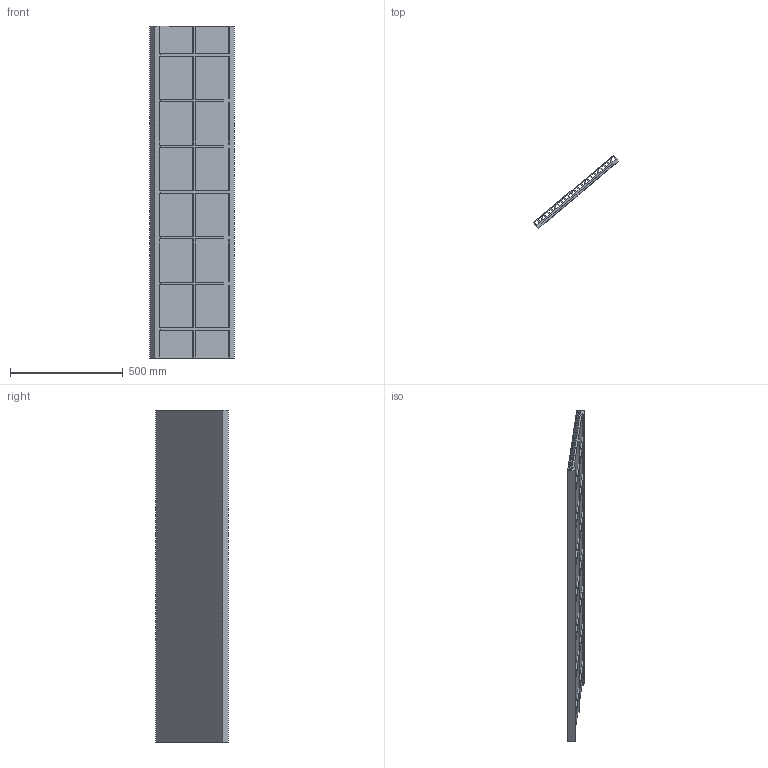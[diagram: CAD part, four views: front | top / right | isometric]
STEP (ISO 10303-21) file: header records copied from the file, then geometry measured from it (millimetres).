
FILE_DESCRIPTION(('FreeCAD Model'),'2;1');
FILE_NAME('FWTBM1.step','2023-04-10T01:28:15' ,('Author'),(''),'Open CASCADE STEP processor 7.3','FreeCAD','Unknown' );
FILE_SCHEMA(('AUTOMOTIVE_DESIGN { 1 0 10303 214 1 1 1 1 }'));
Length unit declared in the file: millimetre
Products named in the file (1): FIRST_WALL_TBM
Bounding box: 375.77 x 323.01 x 1470 mm (x, y, z)
Volume: 11191578.6 mm3; surface area: 3614492.6 mm2
Topology: 1 solids, 1 shells, 179 faces, 513 edges, 342 vertices
Faces by surface type: plane 179
Entity records: 12513 total; most frequent: CARTESIAN_POINT 2061, DIRECTION 1899, LINE 1539, VECTOR 1539, ORIENTED_EDGE 1026, PCURVE 1026, DEFINITIONAL_REPRESENTATION 1026, EDGE_CURVE 513
